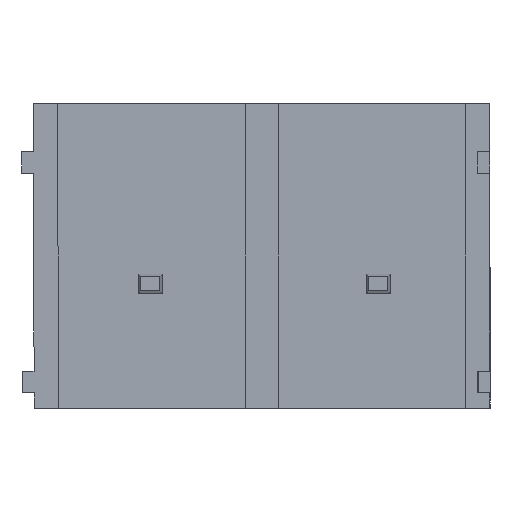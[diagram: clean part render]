
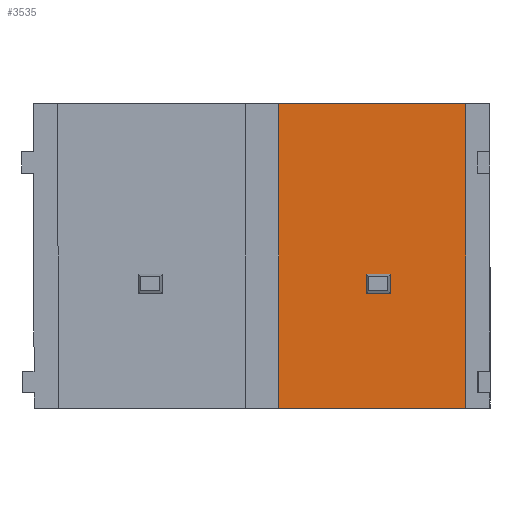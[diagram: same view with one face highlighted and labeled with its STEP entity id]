
A CAD part, front view. The second image highlights one B-rep face of the part: STEP entity #3535.
In plain terms, the highlighted face is planar.
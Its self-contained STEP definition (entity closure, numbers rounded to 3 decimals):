
#153 = PLANE('',#154);
#154 = AXIS2_PLACEMENT_3D('',#155,#156,#157);
#155 = CARTESIAN_POINT('',(12.7,0.,11.25));
#156 = DIRECTION('',(1.,0.,0.));
#157 = DIRECTION('',(0.,0.,-1.));
#423 = PLANE('',#424);
#424 = AXIS2_PLACEMENT_3D('',#425,#426,#427);
#425 = CARTESIAN_POINT('',(0.,0.,0.));
#426 = DIRECTION('',(-1.,0.,0.));
#427 = DIRECTION('',(0.,0.,1.));
#1365 = VERTEX_POINT('',#1366);
#1366 = CARTESIAN_POINT('',(0.,-10.2,1.));
#1380 = PLANE('',#1381);
#1381 = AXIS2_PLACEMENT_3D('',#1382,#1383,#1384);
#1382 = CARTESIAN_POINT('',(12.7,-10.2,0.));
#1383 = DIRECTION('',(0.,-1.,0.));
#1384 = DIRECTION('',(-1.,0.,0.));
#1392 = EDGE_CURVE('',#1365,#1393,#1395,.T.);
#1393 = VERTEX_POINT('',#1394);
#1394 = CARTESIAN_POINT('',(0.,-18.,1.));
#1395 = SURFACE_CURVE('',#1396,(#1400,#1407),.PCURVE_S1.);
#1396 = LINE('',#1397,#1398);
#1397 = CARTESIAN_POINT('',(0.,-10.2,1.));
#1398 = VECTOR('',#1399,1.);
#1399 = DIRECTION('',(0.,-1.,0.));
#1400 = PCURVE('',#423,#1401);
#1401 = DEFINITIONAL_REPRESENTATION('',(#1402),#1406);
#1402 = LINE('',#1403,#1404);
#1403 = CARTESIAN_POINT('',(1.,-10.2));
#1404 = VECTOR('',#1405,1.);
#1405 = DIRECTION('',(0.,-1.));
#1406 = ( GEOMETRIC_REPRESENTATION_CONTEXT(2) 
PARAMETRIC_REPRESENTATION_CONTEXT() REPRESENTATION_CONTEXT('2D SPACE',''
  ) );
#1407 = PCURVE('',#1408,#1413);
#1408 = PLANE('',#1409);
#1409 = AXIS2_PLACEMENT_3D('',#1410,#1411,#1412);
#1410 = CARTESIAN_POINT('',(6.35,-14.1,1.));
#1411 = DIRECTION('',(0.,0.,1.));
#1412 = DIRECTION('',(0.,1.,0.));
#1413 = DEFINITIONAL_REPRESENTATION('',(#1414),#1418);
#1414 = LINE('',#1415,#1416);
#1415 = CARTESIAN_POINT('',(3.9,6.35));
#1416 = VECTOR('',#1417,1.);
#1417 = DIRECTION('',(-1.,-0.));
#1418 = ( GEOMETRIC_REPRESENTATION_CONTEXT(2) 
PARAMETRIC_REPRESENTATION_CONTEXT() REPRESENTATION_CONTEXT('2D SPACE',''
  ) );
#1436 = PLANE('',#1437);
#1437 = AXIS2_PLACEMENT_3D('',#1438,#1439,#1440);
#1438 = CARTESIAN_POINT('',(0.,-18.,0.));
#1439 = DIRECTION('',(0.,1.,0.));
#1440 = DIRECTION('',(1.,0.,0.));
#2148 = VERTEX_POINT('',#2149);
#2149 = CARTESIAN_POINT('',(12.7,-18.,1.));
#2170 = EDGE_CURVE('',#2148,#2171,#2173,.T.);
#2171 = VERTEX_POINT('',#2172);
#2172 = CARTESIAN_POINT('',(12.7,-10.2,1.));
#2173 = SURFACE_CURVE('',#2174,(#2178,#2185),.PCURVE_S1.);
#2174 = LINE('',#2175,#2176);
#2175 = CARTESIAN_POINT('',(12.7,-18.,1.));
#2176 = VECTOR('',#2177,1.);
#2177 = DIRECTION('',(0.,1.,0.));
#2178 = PCURVE('',#153,#2179);
#2179 = DEFINITIONAL_REPRESENTATION('',(#2180),#2184);
#2180 = LINE('',#2181,#2182);
#2181 = CARTESIAN_POINT('',(10.25,-18.));
#2182 = VECTOR('',#2183,1.);
#2183 = DIRECTION('',(0.,1.));
#2184 = ( GEOMETRIC_REPRESENTATION_CONTEXT(2) 
PARAMETRIC_REPRESENTATION_CONTEXT() REPRESENTATION_CONTEXT('2D SPACE',''
  ) );
#2185 = PCURVE('',#1408,#2186);
#2186 = DEFINITIONAL_REPRESENTATION('',(#2187),#2191);
#2187 = LINE('',#2188,#2189);
#2188 = CARTESIAN_POINT('',(-3.9,-6.35));
#2189 = VECTOR('',#2190,1.);
#2190 = DIRECTION('',(1.,0.));
#2191 = ( GEOMETRIC_REPRESENTATION_CONTEXT(2) 
PARAMETRIC_REPRESENTATION_CONTEXT() REPRESENTATION_CONTEXT('2D SPACE',''
  ) );
#3513 = EDGE_CURVE('',#1393,#2148,#3514,.T.);
#3514 = SURFACE_CURVE('',#3515,(#3519,#3526),.PCURVE_S1.);
#3515 = LINE('',#3516,#3517);
#3516 = CARTESIAN_POINT('',(0.,-18.,1.));
#3517 = VECTOR('',#3518,1.);
#3518 = DIRECTION('',(1.,0.,0.));
#3519 = PCURVE('',#1436,#3520);
#3520 = DEFINITIONAL_REPRESENTATION('',(#3521),#3525);
#3521 = LINE('',#3522,#3523);
#3522 = CARTESIAN_POINT('',(0.,-1.));
#3523 = VECTOR('',#3524,1.);
#3524 = DIRECTION('',(1.,0.));
#3525 = ( GEOMETRIC_REPRESENTATION_CONTEXT(2) 
PARAMETRIC_REPRESENTATION_CONTEXT() REPRESENTATION_CONTEXT('2D SPACE',''
  ) );
#3526 = PCURVE('',#1408,#3527);
#3527 = DEFINITIONAL_REPRESENTATION('',(#3528),#3532);
#3528 = LINE('',#3529,#3530);
#3529 = CARTESIAN_POINT('',(-3.9,6.35));
#3530 = VECTOR('',#3531,1.);
#3531 = DIRECTION('',(0.,-1.));
#3532 = ( GEOMETRIC_REPRESENTATION_CONTEXT(2) 
PARAMETRIC_REPRESENTATION_CONTEXT() REPRESENTATION_CONTEXT('2D SPACE',''
  ) );
#3535 = ADVANCED_FACE('',(#3536),#1408,.F.);
#3536 = FACE_BOUND('',#3537,.F.);
#3537 = EDGE_LOOP('',(#3538,#3539,#3540,#3561));
#3538 = ORIENTED_EDGE('',*,*,#3513,.T.);
#3539 = ORIENTED_EDGE('',*,*,#2170,.T.);
#3540 = ORIENTED_EDGE('',*,*,#3541,.T.);
#3541 = EDGE_CURVE('',#2171,#1365,#3542,.T.);
#3542 = SURFACE_CURVE('',#3543,(#3547,#3554),.PCURVE_S1.);
#3543 = LINE('',#3544,#3545);
#3544 = CARTESIAN_POINT('',(12.7,-10.2,1.));
#3545 = VECTOR('',#3546,1.);
#3546 = DIRECTION('',(-1.,-0.,0.));
#3547 = PCURVE('',#1408,#3548);
#3548 = DEFINITIONAL_REPRESENTATION('',(#3549),#3553);
#3549 = LINE('',#3550,#3551);
#3550 = CARTESIAN_POINT('',(3.9,-6.35));
#3551 = VECTOR('',#3552,1.);
#3552 = DIRECTION('',(0.,1.));
#3553 = ( GEOMETRIC_REPRESENTATION_CONTEXT(2) 
PARAMETRIC_REPRESENTATION_CONTEXT() REPRESENTATION_CONTEXT('2D SPACE',''
  ) );
#3554 = PCURVE('',#1380,#3555);
#3555 = DEFINITIONAL_REPRESENTATION('',(#3556),#3560);
#3556 = LINE('',#3557,#3558);
#3557 = CARTESIAN_POINT('',(0.,-1.));
#3558 = VECTOR('',#3559,1.);
#3559 = DIRECTION('',(1.,0.));
#3560 = ( GEOMETRIC_REPRESENTATION_CONTEXT(2) 
PARAMETRIC_REPRESENTATION_CONTEXT() REPRESENTATION_CONTEXT('2D SPACE',''
  ) );
#3561 = ORIENTED_EDGE('',*,*,#1392,.T.);
